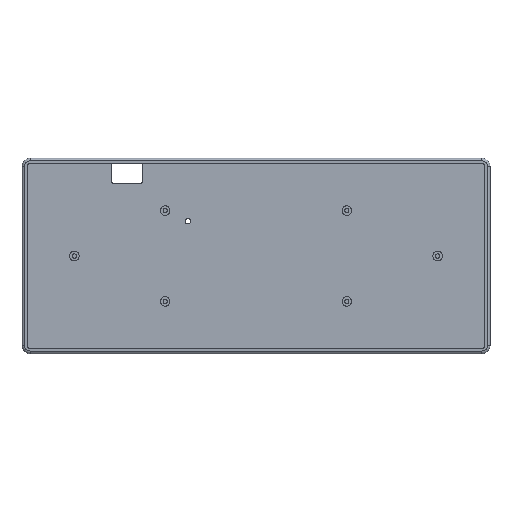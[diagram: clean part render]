
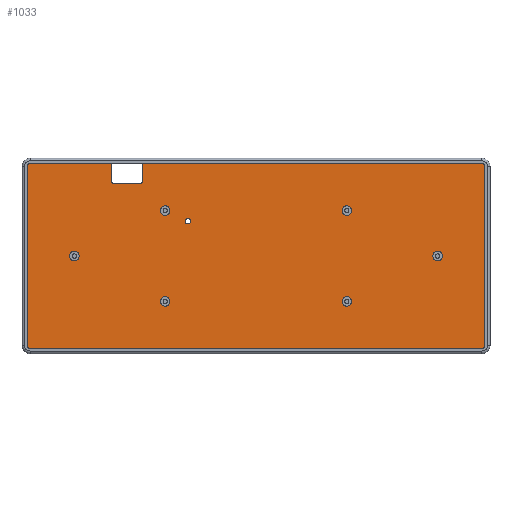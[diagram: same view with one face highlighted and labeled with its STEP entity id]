
A CAD part, top view. The second image highlights one B-rep face of the part: STEP entity #1033.
In plain terms, the highlighted planar face has unit normal (0, 0, 1).
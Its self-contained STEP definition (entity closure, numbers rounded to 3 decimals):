
#23=FACE_BOUND('',#136,.T.);
#24=FACE_BOUND('',#137,.T.);
#25=FACE_BOUND('',#138,.T.);
#26=FACE_BOUND('',#139,.T.);
#27=FACE_BOUND('',#140,.T.);
#28=FACE_BOUND('',#141,.T.);
#29=FACE_BOUND('',#142,.T.);
#38=PLANE('',#1118);
#66=FACE_OUTER_BOUND('',#135,.T.);
#135=EDGE_LOOP('',(#698,#699,#700,#701,#702,#703,#704,#705,#706,#707,#708,
#709,#710,#711));
#136=EDGE_LOOP('',(#712));
#137=EDGE_LOOP('',(#713));
#138=EDGE_LOOP('',(#714));
#139=EDGE_LOOP('',(#715));
#140=EDGE_LOOP('',(#716));
#141=EDGE_LOOP('',(#717));
#142=EDGE_LOOP('',(#718));
#220=LINE('',#1640,#296);
#221=LINE('',#1644,#297);
#222=LINE('',#1648,#298);
#223=LINE('',#1650,#299);
#224=LINE('',#1654,#300);
#225=LINE('',#1658,#301);
#226=LINE('',#1660,#302);
#227=LINE('',#1663,#303);
#296=VECTOR('',#1272,10.);
#297=VECTOR('',#1275,10.);
#298=VECTOR('',#1278,10.);
#299=VECTOR('',#1279,10.);
#300=VECTOR('',#1282,10.);
#301=VECTOR('',#1285,10.);
#302=VECTOR('',#1286,10.);
#303=VECTOR('',#1289,10.);
#370=CIRCLE('',#1116,1.);
#372=CIRCLE('',#1119,1.);
#373=CIRCLE('',#1120,1.);
#374=CIRCLE('',#1121,1.);
#375=CIRCLE('',#1122,1.);
#376=CIRCLE('',#1123,1.);
#377=CIRCLE('',#1124,1.8);
#378=CIRCLE('',#1125,1.8);
#379=CIRCLE('',#1126,1.8);
#380=CIRCLE('',#1127,1.8);
#381=CIRCLE('',#1128,1.8);
#382=CIRCLE('',#1129,1.8);
#383=CIRCLE('',#1130,1.);
#446=VERTEX_POINT('',#1630);
#447=VERTEX_POINT('',#1631);
#450=VERTEX_POINT('',#1639);
#451=VERTEX_POINT('',#1641);
#452=VERTEX_POINT('',#1643);
#453=VERTEX_POINT('',#1645);
#454=VERTEX_POINT('',#1647);
#455=VERTEX_POINT('',#1649);
#456=VERTEX_POINT('',#1651);
#457=VERTEX_POINT('',#1653);
#458=VERTEX_POINT('',#1655);
#459=VERTEX_POINT('',#1657);
#460=VERTEX_POINT('',#1659);
#461=VERTEX_POINT('',#1661);
#462=VERTEX_POINT('',#1664);
#463=VERTEX_POINT('',#1666);
#464=VERTEX_POINT('',#1668);
#465=VERTEX_POINT('',#1670);
#466=VERTEX_POINT('',#1672);
#467=VERTEX_POINT('',#1674);
#468=VERTEX_POINT('',#1676);
#542=EDGE_CURVE('',#446,#447,#370,.T.);
#546=EDGE_CURVE('',#447,#450,#220,.T.);
#547=EDGE_CURVE('',#450,#451,#372,.T.);
#548=EDGE_CURVE('',#451,#452,#221,.T.);
#549=EDGE_CURVE('',#452,#453,#373,.T.);
#550=EDGE_CURVE('',#453,#454,#222,.T.);
#551=EDGE_CURVE('',#454,#455,#223,.T.);
#552=EDGE_CURVE('',#456,#455,#374,.T.);
#553=EDGE_CURVE('',#456,#457,#224,.T.);
#554=EDGE_CURVE('',#458,#457,#375,.T.);
#555=EDGE_CURVE('',#458,#459,#225,.T.);
#556=EDGE_CURVE('',#459,#460,#226,.T.);
#557=EDGE_CURVE('',#460,#461,#376,.T.);
#558=EDGE_CURVE('',#461,#446,#227,.T.);
#559=EDGE_CURVE('',#462,#462,#377,.T.);
#560=EDGE_CURVE('',#463,#463,#378,.T.);
#561=EDGE_CURVE('',#464,#464,#379,.T.);
#562=EDGE_CURVE('',#465,#465,#380,.T.);
#563=EDGE_CURVE('',#466,#466,#381,.T.);
#564=EDGE_CURVE('',#467,#467,#382,.T.);
#565=EDGE_CURVE('',#468,#468,#383,.T.);
#698=ORIENTED_EDGE('',*,*,#542,.T.);
#699=ORIENTED_EDGE('',*,*,#546,.T.);
#700=ORIENTED_EDGE('',*,*,#547,.T.);
#701=ORIENTED_EDGE('',*,*,#548,.T.);
#702=ORIENTED_EDGE('',*,*,#549,.T.);
#703=ORIENTED_EDGE('',*,*,#550,.T.);
#704=ORIENTED_EDGE('',*,*,#551,.T.);
#705=ORIENTED_EDGE('',*,*,#552,.F.);
#706=ORIENTED_EDGE('',*,*,#553,.T.);
#707=ORIENTED_EDGE('',*,*,#554,.F.);
#708=ORIENTED_EDGE('',*,*,#555,.T.);
#709=ORIENTED_EDGE('',*,*,#556,.T.);
#710=ORIENTED_EDGE('',*,*,#557,.T.);
#711=ORIENTED_EDGE('',*,*,#558,.T.);
#712=ORIENTED_EDGE('',*,*,#559,.T.);
#713=ORIENTED_EDGE('',*,*,#560,.T.);
#714=ORIENTED_EDGE('',*,*,#561,.T.);
#715=ORIENTED_EDGE('',*,*,#562,.T.);
#716=ORIENTED_EDGE('',*,*,#563,.T.);
#717=ORIENTED_EDGE('',*,*,#564,.T.);
#718=ORIENTED_EDGE('',*,*,#565,.T.);
#1033=ADVANCED_FACE('',(#66,#23,#24,#25,#26,#27,#28,#29),#38,.T.);
#1116=AXIS2_PLACEMENT_3D('',#1632,#1264,#1265);
#1118=AXIS2_PLACEMENT_3D('',#1638,#1270,#1271);
#1119=AXIS2_PLACEMENT_3D('',#1642,#1273,#1274);
#1120=AXIS2_PLACEMENT_3D('',#1646,#1276,#1277);
#1121=AXIS2_PLACEMENT_3D('',#1652,#1280,#1281);
#1122=AXIS2_PLACEMENT_3D('',#1656,#1283,#1284);
#1123=AXIS2_PLACEMENT_3D('',#1662,#1287,#1288);
#1124=AXIS2_PLACEMENT_3D('',#1665,#1290,#1291);
#1125=AXIS2_PLACEMENT_3D('',#1667,#1292,#1293);
#1126=AXIS2_PLACEMENT_3D('',#1669,#1294,#1295);
#1127=AXIS2_PLACEMENT_3D('',#1671,#1296,#1297);
#1128=AXIS2_PLACEMENT_3D('',#1673,#1298,#1299);
#1129=AXIS2_PLACEMENT_3D('',#1675,#1300,#1301);
#1130=AXIS2_PLACEMENT_3D('',#1677,#1302,#1303);
#1264=DIRECTION('center_axis',(0.,0.,1.));
#1265=DIRECTION('ref_axis',(-0.707,-0.707,0.));
#1270=DIRECTION('center_axis',(0.,0.,1.));
#1271=DIRECTION('ref_axis',(1.,0.,0.));
#1272=DIRECTION('',(1.,0.,0.));
#1273=DIRECTION('center_axis',(0.,0.,1.));
#1274=DIRECTION('ref_axis',(0.707,-0.707,0.));
#1275=DIRECTION('',(0.,1.,0.));
#1276=DIRECTION('center_axis',(0.,0.,1.));
#1277=DIRECTION('ref_axis',(0.707,0.707,0.));
#1278=DIRECTION('',(-1.,0.,0.));
#1279=DIRECTION('',(0.,-1.,0.));
#1280=DIRECTION('center_axis',(0.,0.,1.));
#1281=DIRECTION('ref_axis',(0.707,-0.707,0.));
#1282=DIRECTION('',(-1.,0.,0.));
#1283=DIRECTION('center_axis',(0.,0.,1.));
#1284=DIRECTION('ref_axis',(-0.707,-0.707,0.));
#1285=DIRECTION('',(0.,1.,0.));
#1286=DIRECTION('',(-1.,0.,0.));
#1287=DIRECTION('center_axis',(0.,0.,1.));
#1288=DIRECTION('ref_axis',(-0.707,0.707,0.));
#1289=DIRECTION('',(0.,-1.,0.));
#1290=DIRECTION('center_axis',(0.,0.,-1.));
#1291=DIRECTION('ref_axis',(-1.,0.,0.));
#1292=DIRECTION('center_axis',(0.,0.,-1.));
#1293=DIRECTION('ref_axis',(-1.,0.,0.));
#1294=DIRECTION('center_axis',(0.,0.,-1.));
#1295=DIRECTION('ref_axis',(-1.,0.,0.));
#1296=DIRECTION('center_axis',(0.,0.,-1.));
#1297=DIRECTION('ref_axis',(-1.,0.,0.));
#1298=DIRECTION('center_axis',(0.,0.,-1.));
#1299=DIRECTION('ref_axis',(-1.,0.,0.));
#1300=DIRECTION('center_axis',(0.,0.,-1.));
#1301=DIRECTION('ref_axis',(-1.,0.,0.));
#1302=DIRECTION('center_axis',(0.,0.,-1.));
#1303=DIRECTION('ref_axis',(-1.,0.,0.));
#1630=CARTESIAN_POINT('',(2.,3.,2.));
#1631=CARTESIAN_POINT('',(3.,2.,2.));
#1632=CARTESIAN_POINT('Origin',(3.,3.,2.));
#1638=CARTESIAN_POINT('Origin',(87.6,36.6,2.));
#1639=CARTESIAN_POINT('',(172.2,2.,2.));
#1640=CARTESIAN_POINT('',(2.,2.,2.));
#1641=CARTESIAN_POINT('',(173.2,3.,2.));
#1642=CARTESIAN_POINT('Origin',(172.2,3.,2.));
#1643=CARTESIAN_POINT('',(173.2,70.2,2.));
#1644=CARTESIAN_POINT('',(173.2,2.,2.));
#1645=CARTESIAN_POINT('',(172.2,71.2,2.));
#1646=CARTESIAN_POINT('Origin',(172.2,70.2,2.));
#1647=CARTESIAN_POINT('',(45.1,71.2,2.));
#1648=CARTESIAN_POINT('',(173.2,71.2,2.));
#1649=CARTESIAN_POINT('',(45.1,64.7,2.));
#1650=CARTESIAN_POINT('',(45.1,53.9,2.));
#1651=CARTESIAN_POINT('',(44.1,63.7,2.));
#1652=CARTESIAN_POINT('Origin',(44.1,64.7,2.));
#1653=CARTESIAN_POINT('',(34.5,63.7,2.));
#1654=CARTESIAN_POINT('',(66.55,63.7,2.));
#1655=CARTESIAN_POINT('',(33.5,64.7,2.));
#1656=CARTESIAN_POINT('Origin',(34.5,64.7,2.));
#1657=CARTESIAN_POINT('',(33.5,71.2,2.));
#1658=CARTESIAN_POINT('',(33.5,50.15,2.));
#1659=CARTESIAN_POINT('',(3.,71.2,2.));
#1660=CARTESIAN_POINT('',(173.2,71.2,2.));
#1661=CARTESIAN_POINT('',(2.,70.2,2.));
#1662=CARTESIAN_POINT('Origin',(3.,70.2,2.));
#1663=CARTESIAN_POINT('',(2.,71.2,2.));
#1664=CARTESIAN_POINT('',(55.4,53.6,2.));
#1665=CARTESIAN_POINT('Origin',(53.6,53.6,2.));
#1666=CARTESIAN_POINT('',(123.4,53.6,2.));
#1667=CARTESIAN_POINT('Origin',(121.6,53.6,2.));
#1668=CARTESIAN_POINT('',(123.4,19.6,2.));
#1669=CARTESIAN_POINT('Origin',(121.6,19.6,2.));
#1670=CARTESIAN_POINT('',(21.4,36.6,2.));
#1671=CARTESIAN_POINT('Origin',(19.6,36.6,2.));
#1672=CARTESIAN_POINT('',(55.4,19.6,2.));
#1673=CARTESIAN_POINT('Origin',(53.6,19.6,2.));
#1674=CARTESIAN_POINT('',(157.4,36.6,2.));
#1675=CARTESIAN_POINT('Origin',(155.6,36.6,2.));
#1676=CARTESIAN_POINT('',(63.1,49.6,2.));
#1677=CARTESIAN_POINT('Origin',(62.1,49.6,2.));
